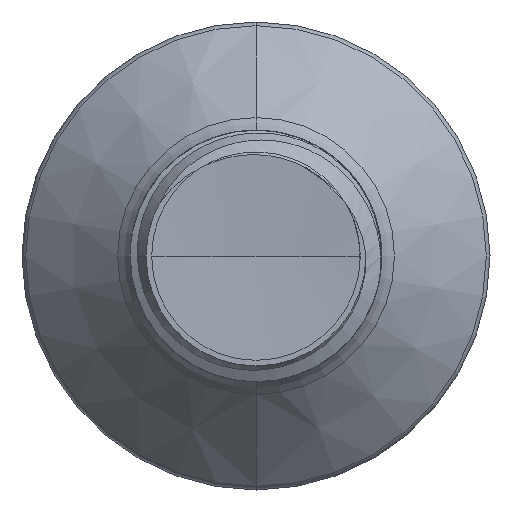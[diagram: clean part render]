
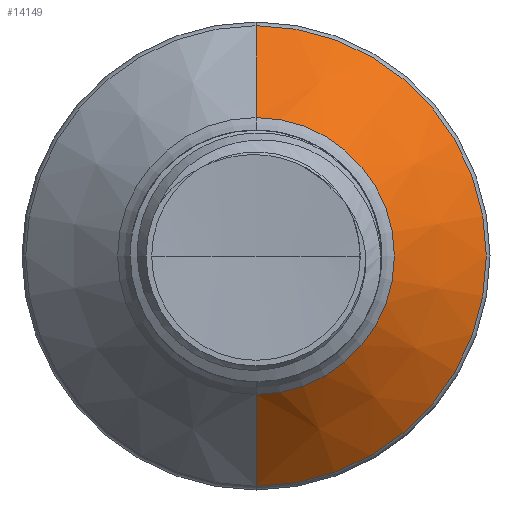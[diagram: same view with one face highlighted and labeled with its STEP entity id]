
A CAD part, front view. The second image highlights one B-rep face of the part: STEP entity #14149.
In plain terms, the highlighted conical face has half-angle 45 degrees and reference radius 2.75 mm.
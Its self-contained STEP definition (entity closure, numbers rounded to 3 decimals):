
#2503 = CARTESIAN_POINT ( 'NONE',  ( 0., 9.692, 4.577 ) ) ;
#3678 = AXIS2_PLACEMENT_3D ( 'NONE', #8591, #24352, #11030 ) ;
#3705 = CIRCLE ( 'NONE', #3678, 4.577 ) ;
#5261 = VERTEX_POINT ( 'NONE', #2503 ) ;
#8519 = DIRECTION ( 'NONE',  ( 0., 1., 0. ) ) ;
#8536 = EDGE_CURVE ( 'NONE', #26003, #5261, #13712, .T. ) ;
#8591 = CARTESIAN_POINT ( 'NONE',  ( 0., 9.692, 0. ) ) ;
#9367 = VERTEX_POINT ( 'NONE', #10795 ) ;
#10151 = EDGE_CURVE ( 'NONE', #5261, #12669, #3705, .T. ) ;
#10795 = CARTESIAN_POINT ( 'NONE',  ( 0., 7.865, -2.75 ) ) ;
#11030 = DIRECTION ( 'NONE',  ( 0., 0., 1. ) ) ;
#11752 = EDGE_CURVE ( 'NONE', #9367, #12669, #12591, .T. ) ;
#12135 = CARTESIAN_POINT ( 'NONE',  ( 0., 7.865, -2.75 ) ) ;
#12591 = LINE ( 'NONE', #12135, #23730 ) ;
#12669 = VERTEX_POINT ( 'NONE', #17787 ) ;
#13416 = CARTESIAN_POINT ( 'NONE',  ( 0., 7.865, 2.75 ) ) ;
#13683 = FACE_OUTER_BOUND ( 'NONE', #24485, .T. ) ;
#13712 = LINE ( 'NONE', #13416, #14467 ) ;
#14149 = ADVANCED_FACE ( 'NONE', ( #13683 ), #19099, .T. ) ;
#14467 = VECTOR ( 'NONE', #20312, 1000. ) ;
#14970 = EDGE_CURVE ( 'NONE', #26003, #9367, #23392, .T. ) ;
#15247 = AXIS2_PLACEMENT_3D ( 'NONE', #22244, #8519, #24296 ) ;
#16825 = DIRECTION ( 'NONE',  ( 0., 1., 0. ) ) ;
#17787 = CARTESIAN_POINT ( 'NONE',  ( 0., 9.692, -4.577 ) ) ;
#19099 = CONICAL_SURFACE ( 'NONE', #23089, 2.75, 0.785 ) ;
#20312 = DIRECTION ( 'NONE',  ( 0., 0.707, 0.707 ) ) ;
#20989 = ORIENTED_EDGE ( 'NONE', *, *, #14970, .T. ) ;
#21130 = CARTESIAN_POINT ( 'NONE',  ( 0., 7.865, 0. ) ) ;
#21886 = ORIENTED_EDGE ( 'NONE', *, *, #11752, .T. ) ;
#22244 = CARTESIAN_POINT ( 'NONE',  ( 0., 7.865, 0. ) ) ;
#23089 = AXIS2_PLACEMENT_3D ( 'NONE', #21130, #16825, #25105 ) ;
#23392 = CIRCLE ( 'NONE', #15247, 2.75 ) ;
#23730 = VECTOR ( 'NONE', #27180, 1000. ) ;
#24296 = DIRECTION ( 'NONE',  ( 0., 0., 1. ) ) ;
#24352 = DIRECTION ( 'NONE',  ( 0., 1., 0. ) ) ;
#24405 = ORIENTED_EDGE ( 'NONE', *, *, #10151, .F. ) ;
#24485 = EDGE_LOOP ( 'NONE', ( #20989, #21886, #24405, #28434 ) ) ;
#25105 = DIRECTION ( 'NONE',  ( 0., 0., 1. ) ) ;
#26003 = VERTEX_POINT ( 'NONE', #27444 ) ;
#27180 = DIRECTION ( 'NONE',  ( 0., 0.707, -0.707 ) ) ;
#27444 = CARTESIAN_POINT ( 'NONE',  ( 0., 7.865, 2.75 ) ) ;
#28434 = ORIENTED_EDGE ( 'NONE', *, *, #8536, .F. ) ;
